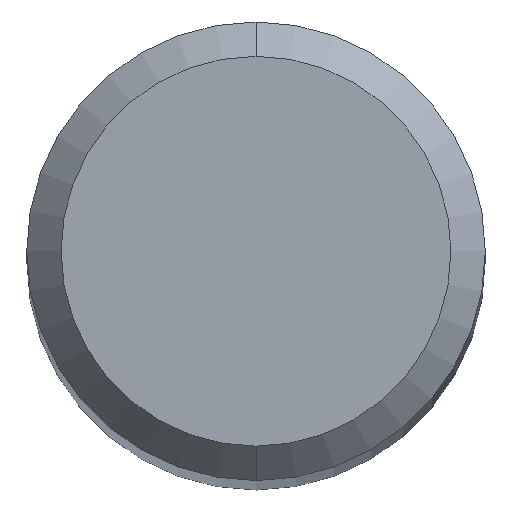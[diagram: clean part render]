
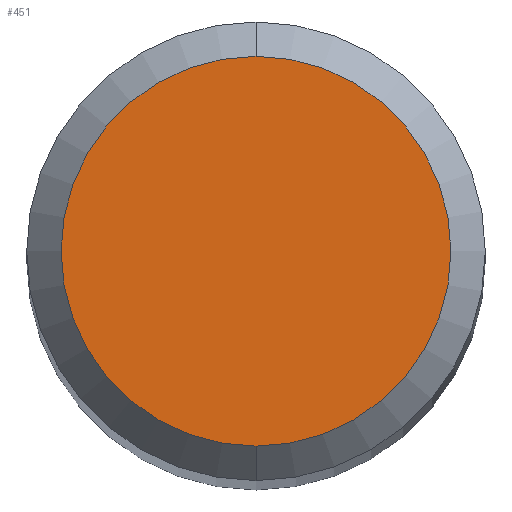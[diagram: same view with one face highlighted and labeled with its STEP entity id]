
A CAD part, top view. The second image highlights one B-rep face of the part: STEP entity #451.
In plain terms, the highlighted planar face has unit normal (0, 0, 1).
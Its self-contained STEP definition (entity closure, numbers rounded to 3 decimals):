
#451=ADVANCED_FACE('',(#1302),#1303,.T.);
#597=VERTEX_POINT('',#1465);
#795=EDGE_CURVE('',#597,#975,#1680,.T.);
#907=EDGE_CURVE('',#975,#597,#1799,.T.);
#975=VERTEX_POINT('',#1870);
#1302=FACE_OUTER_BOUND('',#2220,.T.);
#1303=PLANE('',#2221);
#1465=CARTESIAN_POINT('',(0.,-1.7,0.0));
#1680=CIRCLE('',#4015,1.7);
#1799=CIRCLE('',#4648,1.7);
#1870=CARTESIAN_POINT('',(0.0,1.7,0.0));
#2220=EDGE_LOOP('',(#6295,#6296));
#2221=AXIS2_PLACEMENT_3D('',#6297,#6298,#6299);
#4015=AXIS2_PLACEMENT_3D('',#6723,#6724,#6725);
#4648=AXIS2_PLACEMENT_3D('',#6817,#6818,#6819);
#6295=ORIENTED_EDGE('',*,*,#907,.F.);
#6296=ORIENTED_EDGE('',*,*,#795,.F.);
#6297=CARTESIAN_POINT('',(0.0,0.85,0.0));
#6298=DIRECTION('',(-0.0,0.0,1.0));
#6299=DIRECTION('',(0.0,-1.0,0.0));
#6723=CARTESIAN_POINT('',(0.0,0.0,0.0));
#6724=DIRECTION('',(0.0,0.0,-1.0));
#6725=DIRECTION('',(0.0,1.0,0.0));
#6817=CARTESIAN_POINT('',(0.0,0.0,0.0));
#6818=DIRECTION('',(0.0,0.0,-1.0));
#6819=DIRECTION('',(0.0,1.0,0.0));
